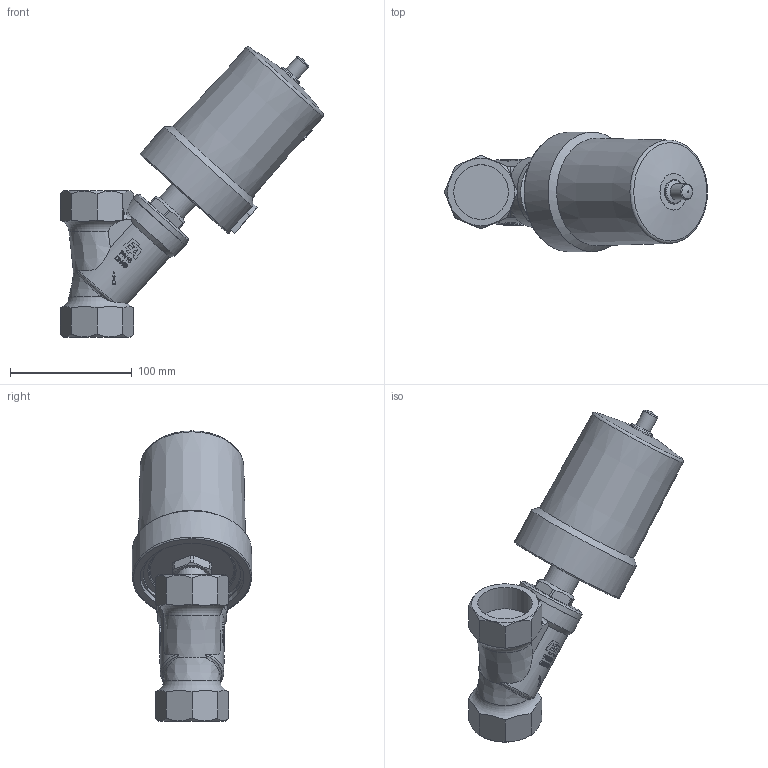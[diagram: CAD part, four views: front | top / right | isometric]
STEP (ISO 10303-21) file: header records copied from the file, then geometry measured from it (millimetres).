
FILE_DESCRIPTION(/* description */ ('DG2D1222040/OS'),/* implementation_level */ '2;1');
FILE_NAME(/* name */ 'DG2D1222040_OS.stp',/* time_stamp */ '2022-01-27T08:27:50+01:00',/* author */ ('hois'),/* organization */ (''),/* preprocessor_version */ 'ST-DEVELOPER v18.1',/* originating_system */ 'Autodesk Inventor 2020',/* authorisation */ '');
FILE_SCHEMA (('AUTOMOTIVE_DESIGN { 1 0 10303 214 3 1 1 }'));
Length unit declared in the file: millimetre
Products named in the file (7): DG2D1222040/OS; GGS0040.23.0033-GM; DER0850.06.0099; SZY0800.24.0082; ETG0040.13.0153; DIN0472-88x3; VST1415.08.0013
Assembly tree (6 placements, depth 2):
  DG2D1222040/OS
    GGS0040.23.0033-GM
    DER0850.06.0099
    SZY0800.24.0082
    ETG0040.13.0153
    DIN0472-88x3
    VST1415.08.0013
Bounding box: 215.81 x 98 x 238.07 mm (x, y, z)
Volume: 543858.6 mm3; surface area: 154483.7 mm2
Topology: 6 solids, 6 shells, 504 faces, 1364 edges, 925 vertices
Faces by surface type: plane 281, bspline 98, cylinder 89, cone 20, torus 15, sphere 1
Full cylindrical faces by diameter (mm): 1.5 x1, 3 x1, 3.5 x2, 8.376 x1, 8.7 x1, 12 x2, 12.376 x1, 13 x1, 14 x2, 16 x1, 20 x1, 24.5 x1, 26 x2, 44.845 x3, 49 x1, 57.5 x1, 80 x1, 82 x1, 85 x3, 88.5 x1, 98 x1
Entity records: 19087 total; most frequent: CARTESIAN_POINT 6294, ORIENTED_EDGE 2728, DIRECTION 2509, EDGE_CURVE 1364, AXIS2_PLACEMENT_3D 992, VERTEX_POINT 925, EDGE_LOOP 569, LINE 525
